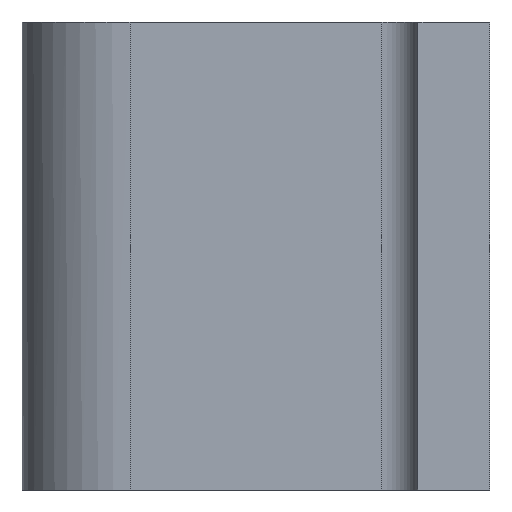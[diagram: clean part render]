
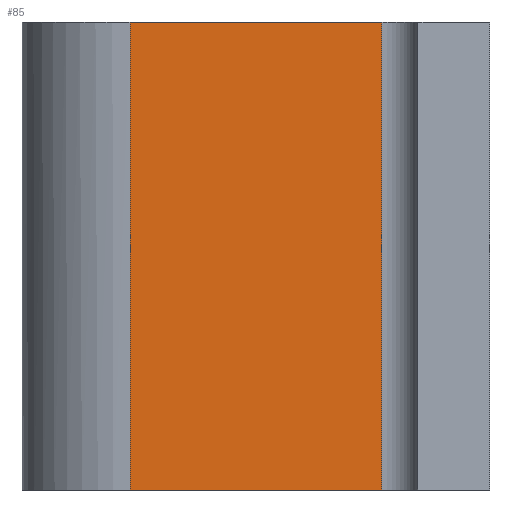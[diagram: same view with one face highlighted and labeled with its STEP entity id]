
A CAD part, left-side view. The second image highlights one B-rep face of the part: STEP entity #85.
In plain terms, the highlighted planar face has unit normal (-1, 0, 0).
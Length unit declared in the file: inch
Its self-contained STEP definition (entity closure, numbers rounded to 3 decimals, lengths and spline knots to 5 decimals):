
#85=ADVANCED_FACE('',(#168),#169,.T.);
#168=FACE_OUTER_BOUND('',#322,.T.);
#169=PLANE('',#323);
#322=EDGE_LOOP('',(#483,#484,#485,#486));
#323=AXIS2_PLACEMENT_3D('',#487,#488,#489);
#483=ORIENTED_EDGE('',*,*,#581,.T.);
#484=ORIENTED_EDGE('',*,*,#551,.F.);
#485=ORIENTED_EDGE('',*,*,#540,.T.);
#486=ORIENTED_EDGE('',*,*,#564,.T.);
#487=CARTESIAN_POINT('',(1.87438,0.81222,0.0));
#488=DIRECTION('',(-1.0,0.0,0.0));
#489=DIRECTION('',(0.0,-1.0,0.0));
#540=EDGE_CURVE('',#642,#640,#643,.T.);
#551=EDGE_CURVE('',#642,#657,#661,.T.);
#564=EDGE_CURVE('',#640,#679,#681,.T.);
#581=EDGE_CURVE('',#679,#657,#703,.T.);
#640=VERTEX_POINT('',#800);
#642=VERTEX_POINT('',#805);
#643=LINE('',#806,#807);
#657=VERTEX_POINT('',#832);
#661=LINE('',#840,#841);
#679=VERTEX_POINT('',#875);
#681=LINE('',#880,#881);
#703=LINE('',#921,#922);
#800=CARTESIAN_POINT('',(1.87438,0.37486,0.0));
#805=CARTESIAN_POINT('',(1.87438,1.24958,0.0));
#806=CARTESIAN_POINT('',(1.87438,1.24958,0.0));
#807=VECTOR('',#962,1.0);
#832=CARTESIAN_POINT('',(1.87438,1.24958,1.625));
#840=CARTESIAN_POINT('',(1.87438,1.24958,0.0));
#841=VECTOR('',#969,1.0);
#875=CARTESIAN_POINT('',(1.87438,0.37486,1.625));
#880=CARTESIAN_POINT('',(1.87438,0.37486,0.0));
#881=VECTOR('',#974,1.0);
#921=CARTESIAN_POINT('',(1.87438,1.24958,1.625));
#922=VECTOR('',#984,1.0);
#962=DIRECTION('',(0.0,-1.0,0.0));
#969=DIRECTION('',(0.0,0.0,1.0));
#974=DIRECTION('',(0.0,0.0,1.0));
#984=DIRECTION('',(0.0,1.0,0.0));
